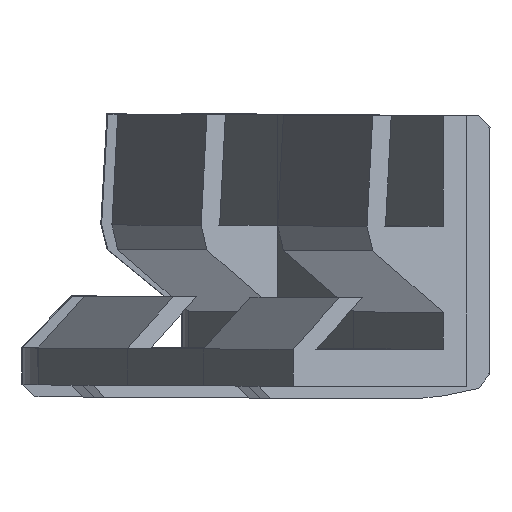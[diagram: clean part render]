
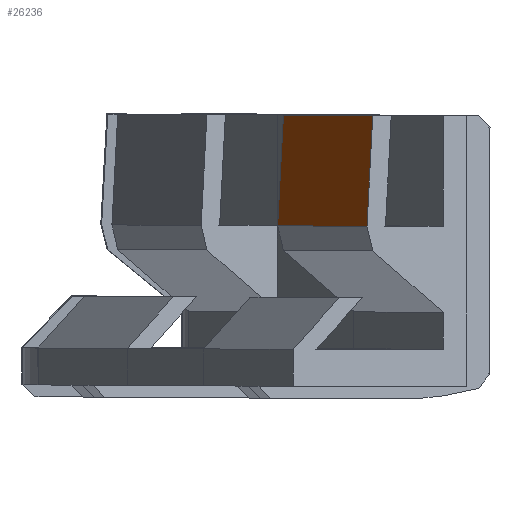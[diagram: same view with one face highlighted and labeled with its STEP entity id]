
A CAD part, left-side view. The second image highlights one B-rep face of the part: STEP entity #26236.
In plain terms, the highlighted face is planar.
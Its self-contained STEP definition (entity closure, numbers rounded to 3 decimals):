
#24341 = PLANE('',#24342);
#24342 = AXIS2_PLACEMENT_3D('',#24343,#24344,#24345);
#24343 = CARTESIAN_POINT('',(-10.5,5.766,9.503));
#24344 = DIRECTION('',(-1.,0.,0.));
#24345 = DIRECTION('',(0.,0.,1.));
#24775 = PLANE('',#24776);
#24776 = AXIS2_PLACEMENT_3D('',#24777,#24778,#24779);
#24777 = CARTESIAN_POINT('',(10.5,5.766,9.503));
#24778 = DIRECTION('',(-1.,0.,0.));
#24779 = DIRECTION('',(0.,0.,1.));
#25035 = VERTEX_POINT('',#25036);
#25036 = CARTESIAN_POINT('',(-10.5,8.1,22.));
#25050 = PLANE('',#25051);
#25051 = AXIS2_PLACEMENT_3D('',#25052,#25053,#25054);
#25052 = CARTESIAN_POINT('',(0.,6.5,22.));
#25053 = DIRECTION('',(0.,0.,-1.));
#25054 = DIRECTION('',(0.,1.,0.));
#25062 = EDGE_CURVE('',#25035,#25063,#25065,.T.);
#25063 = VERTEX_POINT('',#25064);
#25064 = CARTESIAN_POINT('',(-10.5,8.6,13.));
#25065 = SURFACE_CURVE('',#25066,(#25070,#25077),.PCURVE_S1.);
#25066 = LINE('',#25067,#25068);
#25067 = CARTESIAN_POINT('',(-10.5,8.1,22.));
#25068 = VECTOR('',#25069,1.);
#25069 = DIRECTION('',(0.,0.055,-0.998));
#25070 = PCURVE('',#24341,#25071);
#25071 = DEFINITIONAL_REPRESENTATION('',(#25072),#25076);
#25072 = LINE('',#25073,#25074);
#25073 = CARTESIAN_POINT('',(12.497,2.334));
#25074 = VECTOR('',#25075,1.);
#25075 = DIRECTION('',(-0.998,0.055));
#25076 = ( GEOMETRIC_REPRESENTATION_CONTEXT(2) 
PARAMETRIC_REPRESENTATION_CONTEXT() REPRESENTATION_CONTEXT('2D SPACE',''
  ) );
#25077 = PCURVE('',#25078,#25083);
#25078 = PLANE('',#25079);
#25079 = AXIS2_PLACEMENT_3D('',#25080,#25081,#25082);
#25080 = CARTESIAN_POINT('',(0.,8.1,22.));
#25081 = DIRECTION('',(-0.,-0.998,-0.055));
#25082 = DIRECTION('',(0.,0.055,-0.998));
#25083 = DEFINITIONAL_REPRESENTATION('',(#25084),#25088);
#25084 = LINE('',#25085,#25086);
#25085 = CARTESIAN_POINT('',(0.,-10.5));
#25086 = VECTOR('',#25087,1.);
#25087 = DIRECTION('',(1.,0.));
#25088 = ( GEOMETRIC_REPRESENTATION_CONTEXT(2) 
PARAMETRIC_REPRESENTATION_CONTEXT() REPRESENTATION_CONTEXT('2D SPACE',''
  ) );
#25106 = PLANE('',#25107);
#25107 = AXIS2_PLACEMENT_3D('',#25108,#25109,#25110);
#25108 = CARTESIAN_POINT('',(0.,8.6,13.));
#25109 = DIRECTION('',(0.,-0.97,0.243));
#25110 = DIRECTION('',(-0.,-0.243,-0.97));
#25881 = VERTEX_POINT('',#25882);
#25882 = CARTESIAN_POINT('',(10.5,8.1,22.));
#25903 = EDGE_CURVE('',#25881,#25904,#25906,.T.);
#25904 = VERTEX_POINT('',#25905);
#25905 = CARTESIAN_POINT('',(10.5,8.6,13.));
#25906 = SURFACE_CURVE('',#25907,(#25911,#25918),.PCURVE_S1.);
#25907 = LINE('',#25908,#25909);
#25908 = CARTESIAN_POINT('',(10.5,8.1,22.));
#25909 = VECTOR('',#25910,1.);
#25910 = DIRECTION('',(0.,0.055,-0.998));
#25911 = PCURVE('',#24775,#25912);
#25912 = DEFINITIONAL_REPRESENTATION('',(#25913),#25917);
#25913 = LINE('',#25914,#25915);
#25914 = CARTESIAN_POINT('',(12.497,2.334));
#25915 = VECTOR('',#25916,1.);
#25916 = DIRECTION('',(-0.998,0.055));
#25917 = ( GEOMETRIC_REPRESENTATION_CONTEXT(2) 
PARAMETRIC_REPRESENTATION_CONTEXT() REPRESENTATION_CONTEXT('2D SPACE',''
  ) );
#25918 = PCURVE('',#25078,#25919);
#25919 = DEFINITIONAL_REPRESENTATION('',(#25920),#25924);
#25920 = LINE('',#25921,#25922);
#25921 = CARTESIAN_POINT('',(0.,10.5));
#25922 = VECTOR('',#25923,1.);
#25923 = DIRECTION('',(1.,0.));
#25924 = ( GEOMETRIC_REPRESENTATION_CONTEXT(2) 
PARAMETRIC_REPRESENTATION_CONTEXT() REPRESENTATION_CONTEXT('2D SPACE',''
  ) );
#26214 = EDGE_CURVE('',#25881,#25035,#26215,.T.);
#26215 = SURFACE_CURVE('',#26216,(#26220,#26227),.PCURVE_S1.);
#26216 = LINE('',#26217,#26218);
#26217 = CARTESIAN_POINT('',(10.5,8.1,22.));
#26218 = VECTOR('',#26219,1.);
#26219 = DIRECTION('',(-1.,0.,0.));
#26220 = PCURVE('',#25050,#26221);
#26221 = DEFINITIONAL_REPRESENTATION('',(#26222),#26226);
#26222 = LINE('',#26223,#26224);
#26223 = CARTESIAN_POINT('',(1.6,10.5));
#26224 = VECTOR('',#26225,1.);
#26225 = DIRECTION('',(0.,-1.));
#26226 = ( GEOMETRIC_REPRESENTATION_CONTEXT(2) 
PARAMETRIC_REPRESENTATION_CONTEXT() REPRESENTATION_CONTEXT('2D SPACE',''
  ) );
#26227 = PCURVE('',#25078,#26228);
#26228 = DEFINITIONAL_REPRESENTATION('',(#26229),#26233);
#26229 = LINE('',#26230,#26231);
#26230 = CARTESIAN_POINT('',(0.,10.5));
#26231 = VECTOR('',#26232,1.);
#26232 = DIRECTION('',(0.,-1.));
#26233 = ( GEOMETRIC_REPRESENTATION_CONTEXT(2) 
PARAMETRIC_REPRESENTATION_CONTEXT() REPRESENTATION_CONTEXT('2D SPACE',''
  ) );
#26236 = ADVANCED_FACE('',(#26237),#25078,.F.);
#26237 = FACE_BOUND('',#26238,.F.);
#26238 = EDGE_LOOP('',(#26239,#26240,#26261,#26262));
#26239 = ORIENTED_EDGE('',*,*,#25062,.T.);
#26240 = ORIENTED_EDGE('',*,*,#26241,.F.);
#26241 = EDGE_CURVE('',#25904,#25063,#26242,.T.);
#26242 = SURFACE_CURVE('',#26243,(#26247,#26254),.PCURVE_S1.);
#26243 = LINE('',#26244,#26245);
#26244 = CARTESIAN_POINT('',(10.5,8.6,13.));
#26245 = VECTOR('',#26246,1.);
#26246 = DIRECTION('',(-1.,0.,0.));
#26247 = PCURVE('',#25078,#26248);
#26248 = DEFINITIONAL_REPRESENTATION('',(#26249),#26253);
#26249 = LINE('',#26250,#26251);
#26250 = CARTESIAN_POINT('',(9.014,10.5));
#26251 = VECTOR('',#26252,1.);
#26252 = DIRECTION('',(0.,-1.));
#26253 = ( GEOMETRIC_REPRESENTATION_CONTEXT(2) 
PARAMETRIC_REPRESENTATION_CONTEXT() REPRESENTATION_CONTEXT('2D SPACE',''
  ) );
#26254 = PCURVE('',#25106,#26255);
#26255 = DEFINITIONAL_REPRESENTATION('',(#26256),#26260);
#26256 = LINE('',#26257,#26258);
#26257 = CARTESIAN_POINT('',(-0.,10.5));
#26258 = VECTOR('',#26259,1.);
#26259 = DIRECTION('',(0.,-1.));
#26260 = ( GEOMETRIC_REPRESENTATION_CONTEXT(2) 
PARAMETRIC_REPRESENTATION_CONTEXT() REPRESENTATION_CONTEXT('2D SPACE',''
  ) );
#26261 = ORIENTED_EDGE('',*,*,#25903,.F.);
#26262 = ORIENTED_EDGE('',*,*,#26214,.T.);
